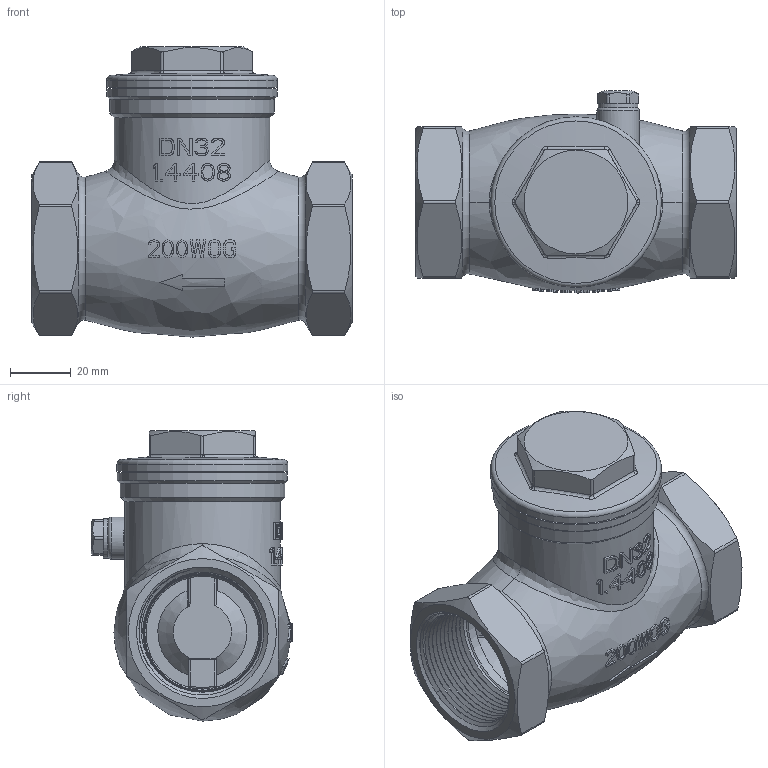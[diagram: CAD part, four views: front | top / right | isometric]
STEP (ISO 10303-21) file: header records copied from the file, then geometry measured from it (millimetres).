
FILE_DESCRIPTION((''),'2;1');
FILE_NAME('RK600032.stp','2022-02-09T08:41:15',('RL'),(''),'Autodesk Inventor 2012','Autodesk Inventor 2012','');
FILE_SCHEMA(('AUTOMOTIVE_DESIGN { 1 0 10303 214 1 1 1 1 }'));
Length unit declared in the file: millimetre
Products named in the file (1): RK600032
Bounding box: 105 x 66.2 x 95.2 mm (x, y, z)
Volume: 125071.7 mm3; surface area: 68979 mm2
Topology: 7 solids, 7 shells, 893 faces, 2573 edges, 1726 vertices
Faces by surface type: plane 574, bspline 124, cylinder 121, cone 46, torus 25, sphere 3
Full cylindrical faces by diameter (mm): 5 x5, 7.5 x1, 9.5 x1, 13 x1, 13.87 x1, 28 x1, 28.5 x1, 32.2 x1, 34.5 x1, 36.2 x1, 37 x1, 38 x1, 44 x1, 45.8 x12, 47 x8, 48.3 x1, 50.5 x1, 51 x2, 54 x1, 55.8 x1, 56 x1
Entity records: 117721 total; most frequent: CARTESIAN_POINT 96868, ORIENTED_EDGE 4734, DIRECTION 3898, EDGE_CURVE 2367, VERTEX_POINT 1624, AXIS2_PLACEMENT_3D 1565, EDGE_LOOP 965, FACE_OUTER_BOUND 854
